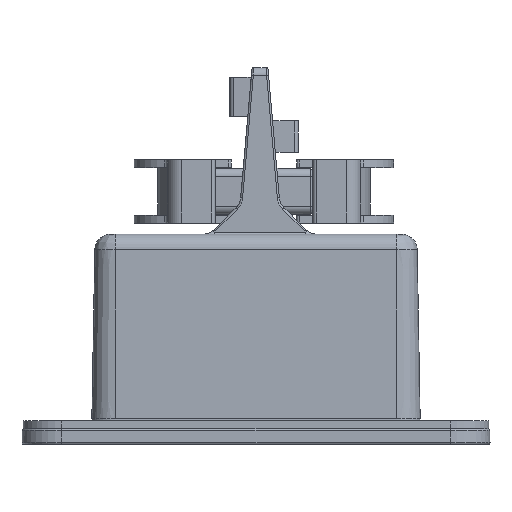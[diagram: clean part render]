
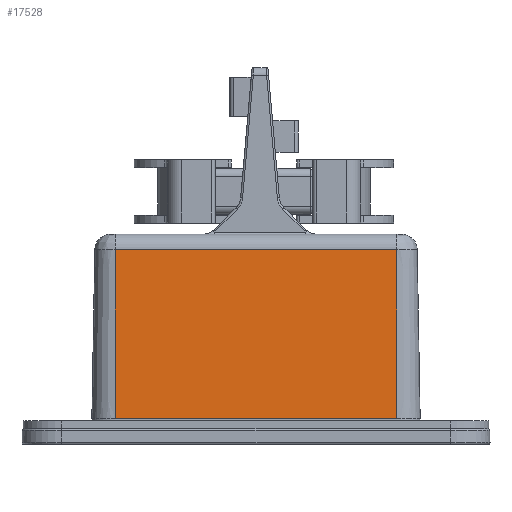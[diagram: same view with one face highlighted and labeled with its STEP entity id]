
A CAD part, front view. The second image highlights one B-rep face of the part: STEP entity #17528.
In plain terms, the highlighted planar face has unit normal (0, -1, 0.018).
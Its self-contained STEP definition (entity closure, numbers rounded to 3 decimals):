
#5483=DIRECTION('',(1.,0.,0.));
#5484=VECTOR('',#5483,35.5);
#5485=CARTESIAN_POINT('',(-17.75,-16.943,
3.277));
#5486=LINE('',#5485,#5484);
#5555=DIRECTION('',(0.,0.017,1.));
#5556=VECTOR('',#5555,21.261);
#5557=CARTESIAN_POINT('',(-17.75,-16.943,
3.277));
#5558=LINE('',#5557,#5556);
#5559=DIRECTION('',(1.,0.,0.));
#5560=VECTOR('',#5559,35.5);
#5561=CARTESIAN_POINT('',(-17.75,-16.572,
24.535));
#5562=LINE('',#5561,#5560);
#5568=DIRECTION('',(0.,0.017,1.));
#5569=VECTOR('',#5568,21.261);
#5570=CARTESIAN_POINT('',(17.75,-16.943,3.277));
#5571=LINE('',#5570,#5569);
#7910=CARTESIAN_POINT('',(-17.75,-16.572,24.535));
#7911=VERTEX_POINT('',#7910);
#7912=CARTESIAN_POINT('',(17.75,-16.572,24.535));
#7913=VERTEX_POINT('',#7912);
#7928=CARTESIAN_POINT('',(-17.75,-16.943,
3.277));
#7929=VERTEX_POINT('',#7928);
#7930=CARTESIAN_POINT('',(17.75,-16.943,3.277));
#7931=VERTEX_POINT('',#7930);
#17516=CARTESIAN_POINT('',(0.,-16.757,
13.906));
#17517=DIRECTION('',(0.,1.,-0.017));
#17518=DIRECTION('',(1.,0.,0.));
#17519=AXIS2_PLACEMENT_3D('',#17516,#17517,#17518);
#17520=PLANE('',#17519);
#17521=ORIENTED_EDGE('',*,*,#17418,.F.);
#17522=ORIENTED_EDGE('',*,*,#17447,.T.);
#17523=ORIENTED_EDGE('',*,*,#9793,.T.);
#17525=ORIENTED_EDGE('',*,*,#17524,.F.);
#17526=EDGE_LOOP('',(#17521,#17522,#17523,#17525));
#17527=FACE_OUTER_BOUND('',#17526,.F.);
#17528=ADVANCED_FACE('',(#17527),#17520,.F.);
#9793=EDGE_CURVE('',#7911,#7913,#5562,.T.);
#17418=EDGE_CURVE('',#7929,#7931,#5486,.T.);
#17447=EDGE_CURVE('',#7929,#7911,#5558,.T.);
#17524=EDGE_CURVE('',#7931,#7913,#5571,.T.);
